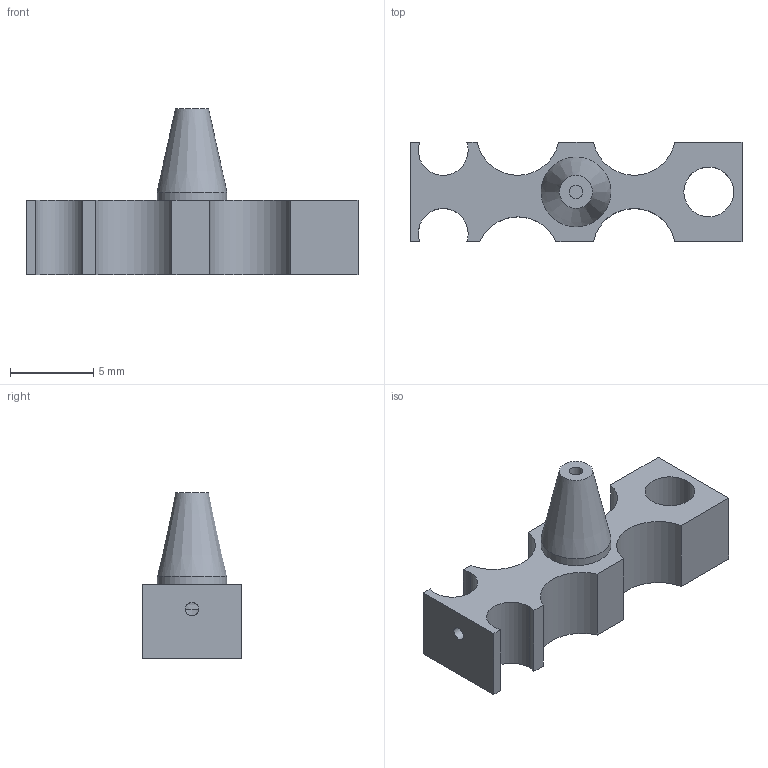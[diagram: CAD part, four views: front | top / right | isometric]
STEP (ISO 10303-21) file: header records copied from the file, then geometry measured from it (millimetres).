
FILE_DESCRIPTION(('FreeCAD Model'),'2;1');
FILE_NAME('bowtie_test_2_bowtie.step','2018-06-03T00:20:04',('Author'),(''), 'Open CASCADE STEP processor 6.8','FreeCAD','Unknown');
FILE_SCHEMA(('AUTOMOTIVE_DESIGN_CC2 { 1 2 10303 214 -1 1 5 4 }'));
Length unit declared in the file: millimetre
Products named in the file (2): ASSEMBLY; Fusion055
Assembly tree (1 placements, depth 2):
  ASSEMBLY
    Fusion055
Bounding box: 20 x 6 x 10 mm (x, y, z)
Volume: 366.3 mm3; surface area: 602.2 mm2
Topology: 1 solids, 1 shells, 30 faces, 79 edges, 53 vertices
Faces by surface type: plane 15, cylinder 14, cone 1
Full cylindrical faces by diameter (mm): 0.8 x2, 3 x2, 4.2 x1
Entity records: 2776 total; most frequent: CARTESIAN_POINT 972, DIRECTION 285, ORIENTED_EDGE 158, PCURVE 158, DEFINITIONAL_REPRESENTATION 158, LINE 138, VECTOR 138, EDGE_CURVE 79
